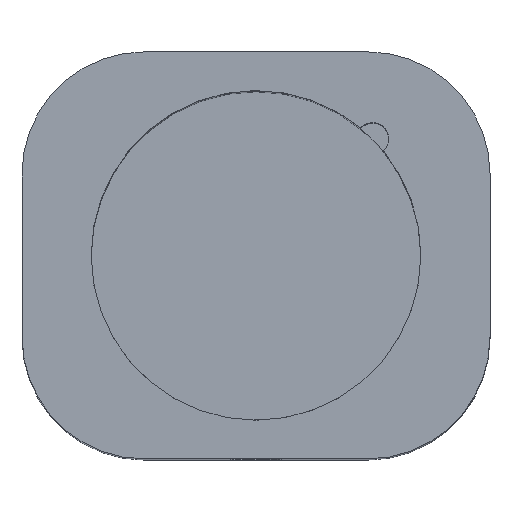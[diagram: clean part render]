
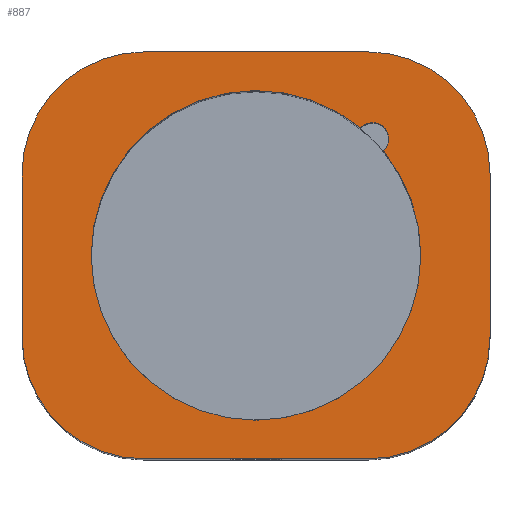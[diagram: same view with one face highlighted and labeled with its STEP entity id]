
A CAD part, top view. The second image highlights one B-rep face of the part: STEP entity #887.
In plain terms, the highlighted planar face has unit normal (0, 0, 1).
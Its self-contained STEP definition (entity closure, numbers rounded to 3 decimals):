
#32 = VERTEX_POINT ( 'NONE', #483 ) ;
#43 = EDGE_CURVE ( 'NONE', #1198, #44, #511, .T. ) ;
#44 = VERTEX_POINT ( 'NONE', #1148 ) ;
#66 = EDGE_CURVE ( 'NONE', #32, #1325, #241, .T. ) ;
#78 = VERTEX_POINT ( 'NONE', #258 ) ;
#86 = CARTESIAN_POINT ( 'NONE',  ( 0., 19., 35. ) ) ;
#88 = CARTESIAN_POINT ( 'NONE',  ( 23., -1., 35. ) ) ;
#89 = VECTOR ( 'NONE', #396, 1000. ) ;
#92 = EDGE_LOOP ( 'NONE', ( #1289, #1135, #674, #198, #878 ) ) ;
#111 = ORIENTED_EDGE ( 'NONE', *, *, #114, .T. ) ;
#114 = EDGE_CURVE ( 'NONE', #914, #699, #405, .T. ) ;
#163 = DIRECTION ( 'NONE',  ( 0., 0., 1. ) ) ;
#168 = DIRECTION ( 'NONE',  ( 1., 0., 0. ) ) ;
#175 = ORIENTED_EDGE ( 'NONE', *, *, #183, .F. ) ;
#183 = EDGE_CURVE ( 'NONE', #32, #731, #227, .T. ) ;
#187 = DIRECTION ( 'NONE',  ( -1., 0., 0. ) ) ;
#189 = CARTESIAN_POINT ( 'NONE',  ( 11.5, 9., 35. ) ) ;
#195 = VERTEX_POINT ( 'NONE', #1237 ) ;
#198 = ORIENTED_EDGE ( 'NONE', *, *, #43, .F. ) ;
#202 = FACE_BOUND ( 'NONE', #92, .T. ) ;
#215 = CIRCLE ( 'NONE', #840, 6. ) ;
#227 = LINE ( 'NONE', #88, #321 ) ;
#231 = ORIENTED_EDGE ( 'NONE', *, *, #253, .F. ) ;
#241 = CIRCLE ( 'NONE', #758, 6. ) ;
#245 = EDGE_CURVE ( 'NONE', #1325, #195, #672, .T. ) ;
#253 = EDGE_CURVE ( 'NONE', #914, #716, #742, .T. ) ;
#258 = CARTESIAN_POINT ( 'NONE',  ( 0., 5., 35. ) ) ;
#271 = CARTESIAN_POINT ( 'NONE',  ( 17., 13., 35. ) ) ;
#293 = CARTESIAN_POINT ( 'NONE',  ( 6., -1., 35. ) ) ;
#305 = DIRECTION ( 'NONE',  ( -1., 0., 0. ) ) ;
#321 = VECTOR ( 'NONE', #305, 1000. ) ;
#329 = CARTESIAN_POINT ( 'NONE',  ( 18.028, 14.728, 35. ) ) ;
#349 = CIRCLE ( 'NONE', #858, 0.8 ) ;
#358 = CIRCLE ( 'NONE', #474, 6. ) ;
#359 = AXIS2_PLACEMENT_3D ( 'NONE', #189, #592, #391 ) ;
#391 = DIRECTION ( 'NONE',  ( 1., 0., 0. ) ) ;
#396 = DIRECTION ( 'NONE',  ( 1., 0., 0. ) ) ;
#405 = CIRCLE ( 'NONE', #923, 6. ) ;
#440 = EDGE_LOOP ( 'NONE', ( #891, #629, #231, #111, #830, #1085, #175, #1291 ) ) ;
#467 = CARTESIAN_POINT ( 'NONE',  ( 17.228, 14.728, 35. ) ) ;
#472 = DIRECTION ( 'NONE',  ( 1., 0., 0. ) ) ;
#474 = AXIS2_PLACEMENT_3D ( 'NONE', #271, #1219, #477 ) ;
#477 = DIRECTION ( 'NONE',  ( -1., 0., 0. ) ) ;
#483 = CARTESIAN_POINT ( 'NONE',  ( 17., -1., 35. ) ) ;
#485 = DIRECTION ( 'NONE',  ( 0., 0., 1. ) ) ;
#494 = DIRECTION ( 'NONE',  ( 0., 0., 1. ) ) ;
#504 = CARTESIAN_POINT ( 'NONE',  ( 6., 13., 35. ) ) ;
#509 = DIRECTION ( 'NONE',  ( 0., 0., 1. ) ) ;
#511 = CIRCLE ( 'NONE', #899, 8.1 ) ;
#528 = EDGE_CURVE ( 'NONE', #44, #1209, #349, .T. ) ;
#548 = DIRECTION ( 'NONE',  ( 0., 0., 1. ) ) ;
#567 = CIRCLE ( 'NONE', #359, 8.1 ) ;
#589 = CARTESIAN_POINT ( 'NONE',  ( 0., 0., 35. ) ) ;
#592 = DIRECTION ( 'NONE',  ( 0., 0., 1. ) ) ;
#629 = ORIENTED_EDGE ( 'NONE', *, *, #1337, .T. ) ;
#632 = EDGE_CURVE ( 'NONE', #933, #641, #1036, .T. ) ;
#641 = VERTEX_POINT ( 'NONE', #1123 ) ;
#672 = LINE ( 'NONE', #915, #1026 ) ;
#674 = ORIENTED_EDGE ( 'NONE', *, *, #528, .F. ) ;
#677 = DIRECTION ( 'NONE',  ( 0., -1., 0. ) ) ;
#699 = VERTEX_POINT ( 'NONE', #1022 ) ;
#700 = EDGE_CURVE ( 'NONE', #641, #1198, #567, .T. ) ;
#710 = DIRECTION ( 'NONE',  ( -1., 0., 0. ) ) ;
#716 = VERTEX_POINT ( 'NONE', #1341 ) ;
#728 = CARTESIAN_POINT ( 'NONE',  ( 11.5, 9., 35. ) ) ;
#731 = VERTEX_POINT ( 'NONE', #293 ) ;
#742 = LINE ( 'NONE', #86, #89 ) ;
#758 = AXIS2_PLACEMENT_3D ( 'NONE', #909, #1016, #187 ) ;
#769 = DIRECTION ( 'NONE',  ( 0., 0., 1. ) ) ;
#770 = EDGE_CURVE ( 'NONE', #1209, #933, #783, .T. ) ;
#773 = AXIS2_PLACEMENT_3D ( 'NONE', #1107, #163, #168 ) ;
#783 = CIRCLE ( 'NONE', #995, 0.8 ) ;
#797 = CARTESIAN_POINT ( 'NONE',  ( 23., 5., 35. ) ) ;
#802 = DIRECTION ( 'NONE',  ( -1., 0., 0. ) ) ;
#830 = ORIENTED_EDGE ( 'NONE', *, *, #950, .T. ) ;
#840 = AXIS2_PLACEMENT_3D ( 'NONE', #1163, #485, #710 ) ;
#858 = AXIS2_PLACEMENT_3D ( 'NONE', #1102, #548, #869 ) ;
#869 = DIRECTION ( 'NONE',  ( 1., 0., 0. ) ) ;
#878 = ORIENTED_EDGE ( 'NONE', *, *, #700, .F. ) ;
#887 = ADVANCED_FACE ( 'NONE', ( #202, #1200 ), #1131, .F. ) ;
#890 = CARTESIAN_POINT ( 'NONE',  ( 0., 0., 35. ) ) ;
#891 = ORIENTED_EDGE ( 'NONE', *, *, #245, .T. ) ;
#899 = AXIS2_PLACEMENT_3D ( 'NONE', #728, #509, #1356 ) ;
#909 = CARTESIAN_POINT ( 'NONE',  ( 17., 5., 35. ) ) ;
#914 = VERTEX_POINT ( 'NONE', #1120 ) ;
#915 = CARTESIAN_POINT ( 'NONE',  ( 23., 0., 35. ) ) ;
#920 = DIRECTION ( 'NONE',  ( 0., 1., 0. ) ) ;
#922 = VECTOR ( 'NONE', #677, 1000. ) ;
#923 = AXIS2_PLACEMENT_3D ( 'NONE', #504, #494, #1137 ) ;
#933 = VERTEX_POINT ( 'NONE', #1218 ) ;
#950 = EDGE_CURVE ( 'NONE', #699, #78, #1106, .T. ) ;
#972 = AXIS2_PLACEMENT_3D ( 'NONE', #890, #1236, #802 ) ;
#995 = AXIS2_PLACEMENT_3D ( 'NONE', #467, #769, #472 ) ;
#1016 = DIRECTION ( 'NONE',  ( 0., 0., 1. ) ) ;
#1022 = CARTESIAN_POINT ( 'NONE',  ( 0., 13., 35. ) ) ;
#1026 = VECTOR ( 'NONE', #920, 1000. ) ;
#1036 = CIRCLE ( 'NONE', #773, 8.1 ) ;
#1076 = CARTESIAN_POINT ( 'NONE',  ( 19.6, 9., 35. ) ) ;
#1085 = ORIENTED_EDGE ( 'NONE', *, *, #1233, .T. ) ;
#1102 = CARTESIAN_POINT ( 'NONE',  ( 17.228, 14.728, 35. ) ) ;
#1106 = LINE ( 'NONE', #589, #922 ) ;
#1107 = CARTESIAN_POINT ( 'NONE',  ( 11.5, 9., 35. ) ) ;
#1120 = CARTESIAN_POINT ( 'NONE',  ( 6., 19., 35. ) ) ;
#1123 = CARTESIAN_POINT ( 'NONE',  ( 3.4, 9., 35. ) ) ;
#1131 = PLANE ( 'NONE',  #972 ) ;
#1135 = ORIENTED_EDGE ( 'NONE', *, *, #770, .F. ) ;
#1137 = DIRECTION ( 'NONE',  ( -1., 0., 0. ) ) ;
#1148 = CARTESIAN_POINT ( 'NONE',  ( 17.765, 14.135, 35. ) ) ;
#1163 = CARTESIAN_POINT ( 'NONE',  ( 6., 5., 35. ) ) ;
#1198 = VERTEX_POINT ( 'NONE', #1076 ) ;
#1200 = FACE_OUTER_BOUND ( 'NONE', #440, .T. ) ;
#1209 = VERTEX_POINT ( 'NONE', #329 ) ;
#1218 = CARTESIAN_POINT ( 'NONE',  ( 16.635, 15.265, 35. ) ) ;
#1219 = DIRECTION ( 'NONE',  ( 0., 0., 1. ) ) ;
#1233 = EDGE_CURVE ( 'NONE', #78, #731, #215, .T. ) ;
#1236 = DIRECTION ( 'NONE',  ( 0., 0., -1. ) ) ;
#1237 = CARTESIAN_POINT ( 'NONE',  ( 23., 13., 35. ) ) ;
#1289 = ORIENTED_EDGE ( 'NONE', *, *, #632, .F. ) ;
#1291 = ORIENTED_EDGE ( 'NONE', *, *, #66, .T. ) ;
#1325 = VERTEX_POINT ( 'NONE', #797 ) ;
#1337 = EDGE_CURVE ( 'NONE', #195, #716, #358, .T. ) ;
#1341 = CARTESIAN_POINT ( 'NONE',  ( 17., 19., 35. ) ) ;
#1356 = DIRECTION ( 'NONE',  ( 1., 0., 0. ) ) ;
